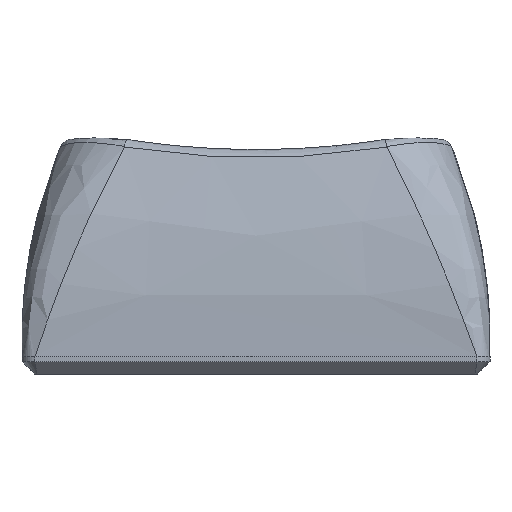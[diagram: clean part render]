
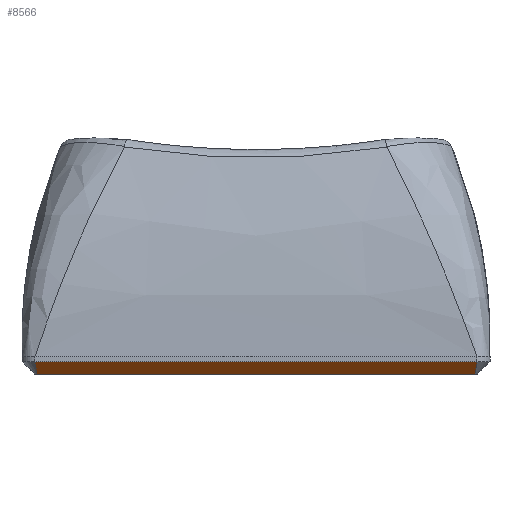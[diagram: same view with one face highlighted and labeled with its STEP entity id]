
A CAD part, front view. The second image highlights one B-rep face of the part: STEP entity #8566.
In plain terms, the highlighted planar face has unit normal (0, -0.707, -0.707).
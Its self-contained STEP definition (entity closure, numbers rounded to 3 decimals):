
#720 = PLANE('',#721);
#721 = AXIS2_PLACEMENT_3D('',#722,#723,#724);
#722 = CARTESIAN_POINT('',(-8.5,-9.,0.672));
#723 = DIRECTION('',(0.,-1.,0.));
#724 = DIRECTION('',(1.,0.,0.));
#1973 = VERTEX_POINT('',#1974);
#1974 = CARTESIAN_POINT('',(-8.5,-9.,0.48));
#2000 = EDGE_CURVE('',#1973,#2001,#2003,.T.);
#2001 = VERTEX_POINT('',#2002);
#2002 = CARTESIAN_POINT('',(8.5,-9.,0.48));
#2003 = SURFACE_CURVE('',#2004,(#2008,#2015),.PCURVE_S1.);
#2004 = LINE('',#2005,#2006);
#2005 = CARTESIAN_POINT('',(-8.5,-9.,0.48));
#2006 = VECTOR('',#2007,1.);
#2007 = DIRECTION('',(1.,0.,0.));
#2008 = PCURVE('',#720,#2009);
#2009 = DEFINITIONAL_REPRESENTATION('',(#2010),#2014);
#2010 = LINE('',#2011,#2012);
#2011 = CARTESIAN_POINT('',(0.,-0.192));
#2012 = VECTOR('',#2013,1.);
#2013 = DIRECTION('',(1.,0.));
#2014 = ( GEOMETRIC_REPRESENTATION_CONTEXT(2) 
PARAMETRIC_REPRESENTATION_CONTEXT() REPRESENTATION_CONTEXT('2D SPACE',''
  ) );
#2015 = PCURVE('',#2016,#2021);
#2016 = PLANE('',#2017);
#2017 = AXIS2_PLACEMENT_3D('',#2018,#2019,#2020);
#2018 = CARTESIAN_POINT('',(-8.5,-8.76,0.24));
#2019 = DIRECTION('',(0.,0.707,0.707)
  );
#2020 = DIRECTION('',(1.,0.,0.));
#2021 = DEFINITIONAL_REPRESENTATION('',(#2022),#2026);
#2022 = LINE('',#2023,#2024);
#2023 = CARTESIAN_POINT('',(0.,-0.339));
#2024 = VECTOR('',#2025,1.);
#2025 = DIRECTION('',(1.,0.));
#2026 = ( GEOMETRIC_REPRESENTATION_CONTEXT(2) 
PARAMETRIC_REPRESENTATION_CONTEXT() REPRESENTATION_CONTEXT('2D SPACE',''
  ) );
#3188 = CONICAL_SURFACE('',#3189,0.7,0.785);
#3189 = AXIS2_PLACEMENT_3D('',#3190,#3191,#3192);
#3190 = CARTESIAN_POINT('',(8.323,-8.323,0.48));
#3191 = DIRECTION('',(-0.,-0.,1.));
#3192 = DIRECTION('',(0.967,-0.253,0.));
#8566 = ADVANCED_FACE('',(#8567),#2016,.F.);
#8567 = FACE_BOUND('',#8568,.F.);
#8568 = EDGE_LOOP('',(#8569,#8604,#8605,#8635));
#8569 = ORIENTED_EDGE('',*,*,#8570,.F.);
#8570 = EDGE_CURVE('',#1973,#8571,#8573,.T.);
#8571 = VERTEX_POINT('',#8572);
#8572 = CARTESIAN_POINT('',(-8.42,-8.52,0.));
#8573 = SURFACE_CURVE('',#8574,(#8579,#8586),.PCURVE_S1.);
#8574 = PARABOLA('',#8575,0.008);
#8575 = AXIS2_PLACEMENT_3D('',#8576,#8577,#8578);
#8576 = CARTESIAN_POINT('',(-8.323,-8.311,
    -0.209));
#8577 = DIRECTION('',(0.,0.707,0.707)
  );
#8578 = DIRECTION('',(0.,-0.707,0.707)
  );
#8579 = PCURVE('',#2016,#8580);
#8580 = DEFINITIONAL_REPRESENTATION('',(#8581),#8585);
#8581 = B_SPLINE_CURVE_WITH_KNOTS('',2,(#8582,#8583,#8584),
  .UNSPECIFIED.,.F.,.F.,(3,3),(-0.177,-0.098),
  .PIECEWISE_BEZIER_KNOTS.);
#8582 = CARTESIAN_POINT('',(0.,-0.339));
#8583 = CARTESIAN_POINT('',(0.04,0.098));
#8584 = CARTESIAN_POINT('',(0.08,0.339));
#8585 = ( GEOMETRIC_REPRESENTATION_CONTEXT(2) 
PARAMETRIC_REPRESENTATION_CONTEXT() REPRESENTATION_CONTEXT('2D SPACE',''
  ) );
#8586 = PCURVE('',#8587,#8592);
#8587 = CONICAL_SURFACE('',#8588,0.7,0.785);
#8588 = AXIS2_PLACEMENT_3D('',#8589,#8590,#8591);
#8589 = CARTESIAN_POINT('',(-8.323,-8.323,0.48));
#8590 = DIRECTION('',(-0.,-0.,1.));
#8591 = DIRECTION('',(-0.253,-0.967,-0.));
#8592 = DEFINITIONAL_REPRESENTATION('',(#8593),#8603);
#8593 = B_SPLINE_CURVE_WITH_KNOTS('',8,(#8594,#8595,#8596,#8597,#8598,
    #8599,#8600,#8601,#8602),.UNSPECIFIED.,.F.,.F.,(9,9),(
    -0.177,-0.098),.PIECEWISE_BEZIER_KNOTS.);
#8594 = CARTESIAN_POINT('',(0.,0.));
#8595 = CARTESIAN_POINT('',(-0.014,-0.077));
#8596 = CARTESIAN_POINT('',(-0.03,-0.15));
#8597 = CARTESIAN_POINT('',(-0.048,-0.217));
#8598 = CARTESIAN_POINT('',(-0.069,-0.28));
#8599 = CARTESIAN_POINT('',(-0.094,-0.337));
#8600 = CARTESIAN_POINT('',(-0.123,-0.39));
#8601 = CARTESIAN_POINT('',(-0.158,-0.437));
#8602 = CARTESIAN_POINT('',(-0.203,-0.48));
#8603 = ( GEOMETRIC_REPRESENTATION_CONTEXT(2) 
PARAMETRIC_REPRESENTATION_CONTEXT() REPRESENTATION_CONTEXT('2D SPACE',''
  ) );
#8604 = ORIENTED_EDGE('',*,*,#2000,.T.);
#8605 = ORIENTED_EDGE('',*,*,#8606,.T.);
#8606 = EDGE_CURVE('',#2001,#8607,#8609,.T.);
#8607 = VERTEX_POINT('',#8608);
#8608 = CARTESIAN_POINT('',(8.42,-8.52,0.));
#8609 = SURFACE_CURVE('',#8610,(#8615,#8622),.PCURVE_S1.);
#8610 = PARABOLA('',#8611,0.008);
#8611 = AXIS2_PLACEMENT_3D('',#8612,#8613,#8614);
#8612 = CARTESIAN_POINT('',(8.323,-8.311,
    -0.209));
#8613 = DIRECTION('',(0.,-0.707,-0.707
    ));
#8614 = DIRECTION('',(0.,-0.707,0.707)
  );
#8615 = PCURVE('',#2016,#8616);
#8616 = DEFINITIONAL_REPRESENTATION('',(#8617),#8621);
#8617 = B_SPLINE_CURVE_WITH_KNOTS('',2,(#8618,#8619,#8620),
  .UNSPECIFIED.,.F.,.F.,(3,3),(-0.177,-0.098),
  .PIECEWISE_BEZIER_KNOTS.);
#8618 = CARTESIAN_POINT('',(17.,-0.339));
#8619 = CARTESIAN_POINT('',(16.96,0.098));
#8620 = CARTESIAN_POINT('',(16.92,0.339));
#8621 = ( GEOMETRIC_REPRESENTATION_CONTEXT(2) 
PARAMETRIC_REPRESENTATION_CONTEXT() REPRESENTATION_CONTEXT('2D SPACE',''
  ) );
#8622 = PCURVE('',#3188,#8623);
#8623 = DEFINITIONAL_REPRESENTATION('',(#8624),#8634);
#8624 = B_SPLINE_CURVE_WITH_KNOTS('',8,(#8625,#8626,#8627,#8628,#8629,
    #8630,#8631,#8632,#8633),.UNSPECIFIED.,.F.,.F.,(9,9),(
    -0.177,-0.098),.PIECEWISE_BEZIER_KNOTS.);
#8625 = CARTESIAN_POINT('',(-1.059,0.));
#8626 = CARTESIAN_POINT('',(-1.045,-0.077));
#8627 = CARTESIAN_POINT('',(-1.029,-0.15));
#8628 = CARTESIAN_POINT('',(-1.01,-0.217));
#8629 = CARTESIAN_POINT('',(-0.99,-0.28));
#8630 = CARTESIAN_POINT('',(-0.965,-0.337));
#8631 = CARTESIAN_POINT('',(-0.936,-0.39));
#8632 = CARTESIAN_POINT('',(-0.901,-0.437));
#8633 = CARTESIAN_POINT('',(-0.856,-0.48));
#8634 = ( GEOMETRIC_REPRESENTATION_CONTEXT(2) 
PARAMETRIC_REPRESENTATION_CONTEXT() REPRESENTATION_CONTEXT('2D SPACE',''
  ) );
#8635 = ORIENTED_EDGE('',*,*,#8636,.F.);
#8636 = EDGE_CURVE('',#8571,#8607,#8637,.T.);
#8637 = SURFACE_CURVE('',#8638,(#8642,#8649),.PCURVE_S1.);
#8638 = LINE('',#8639,#8640);
#8639 = CARTESIAN_POINT('',(-8.5,-8.52,0.));
#8640 = VECTOR('',#8641,1.);
#8641 = DIRECTION('',(1.,0.,0.));
#8642 = PCURVE('',#2016,#8643);
#8643 = DEFINITIONAL_REPRESENTATION('',(#8644),#8648);
#8644 = LINE('',#8645,#8646);
#8645 = CARTESIAN_POINT('',(0.,0.339));
#8646 = VECTOR('',#8647,1.);
#8647 = DIRECTION('',(1.,0.));
#8648 = ( GEOMETRIC_REPRESENTATION_CONTEXT(2) 
PARAMETRIC_REPRESENTATION_CONTEXT() REPRESENTATION_CONTEXT('2D SPACE',''
  ) );
#8649 = PCURVE('',#8650,#8655);
#8650 = PLANE('',#8651);
#8651 = AXIS2_PLACEMENT_3D('',#8652,#8653,#8654);
#8652 = CARTESIAN_POINT('',(8.5,9.,0.));
#8653 = DIRECTION('',(0.,0.,-1.));
#8654 = DIRECTION('',(-1.,0.,0.));
#8655 = DEFINITIONAL_REPRESENTATION('',(#8656),#8660);
#8656 = LINE('',#8657,#8658);
#8657 = CARTESIAN_POINT('',(17.,-17.52));
#8658 = VECTOR('',#8659,1.);
#8659 = DIRECTION('',(-1.,0.));
#8660 = ( GEOMETRIC_REPRESENTATION_CONTEXT(2) 
PARAMETRIC_REPRESENTATION_CONTEXT() REPRESENTATION_CONTEXT('2D SPACE',''
  ) );
